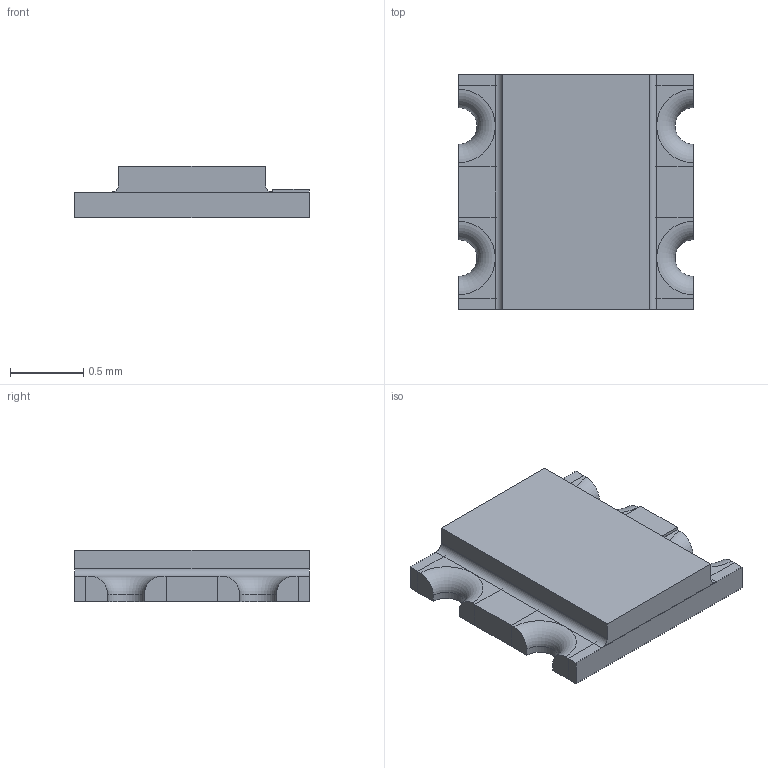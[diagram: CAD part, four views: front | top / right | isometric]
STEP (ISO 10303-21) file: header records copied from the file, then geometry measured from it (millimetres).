
FILE_DESCRIPTION(/* description */ (''),/* implementation_level */ '2;1');
FILE_NAME(/* name */ 'EAST1616RGBB4 v25.step',/* time_stamp */ '2019-11-26T15:01:38-05:00',/* author */ (''),/* organization */ (''),/* preprocessor_version */ 'ST-DEVELOPER v18',/* originating_system */ 'Autodesk Translation Framework v8.12.0.6',/* authorisation */ '');
FILE_SCHEMA (('AUTOMOTIVE_DESIGN { 1 0 10303 214 3 1 1 }'));
Length unit declared in the file: millimetre
Products named in the file (1): EAST1616RGBB4
Bounding box: 1.6 x 1.6 x 0.35 mm (x, y, z)
Volume: 0.7 mm3; surface area: 13.2 mm2
Topology: 10 solids, 10 shells, 93 faces, 219 edges, 146 vertices
Faces by surface type: plane 83, cylinder 6, torus 4
Entity records: 2712 total; most frequent: CARTESIAN_POINT 459, ORIENTED_EDGE 438, DIRECTION 433, EDGE_CURVE 219, LINE 193, VECTOR 193, VERTEX_POINT 146, AXIS2_PLACEMENT_3D 120
